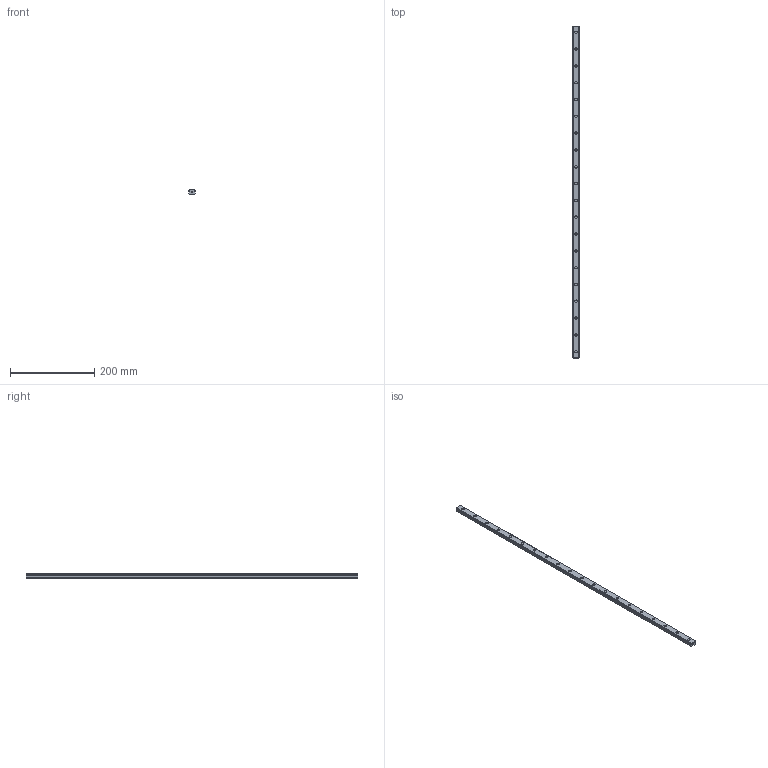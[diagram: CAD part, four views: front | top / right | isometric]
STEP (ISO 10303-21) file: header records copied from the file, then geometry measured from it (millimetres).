
FILE_DESCRIPTION(('STEP AP214'),'1');
FILE_NAME('cctmp_5102AF40-0F5F-4E55-8D40-CC21C4708782_2021_02_19_12_45_50_0250..stp','2021-02-19T11:45:50',('HIWIN GmbH'),('CADClick - www.CADClick.com'),'Spatial InterOp 3D',' ','unknown authorization');
FILE_SCHEMA(('AUTOMOTIVE_DESIGN'));
Length unit declared in the file: millimetre
Products named in the file (1): MGNR15R790CM_FILE
Bounding box: 15 x 790 x 10 mm (x, y, z)
Volume: 109713.9 mm3; surface area: 46979.8 mm2
Topology: 1 solids, 1 shells, 275 faces, 627 edges, 418 vertices
Faces by surface type: plane 139, cylinder 136
Entity records: 10057 total; most frequent: DIRECTION 1451, CARTESIAN_POINT 1321, ORIENTED_EDGE 1254, EDGE_CURVE 627, AXIS2_PLACEMENT_3D 548, VERTEX_POINT 418, LINE 355, VECTOR 355
